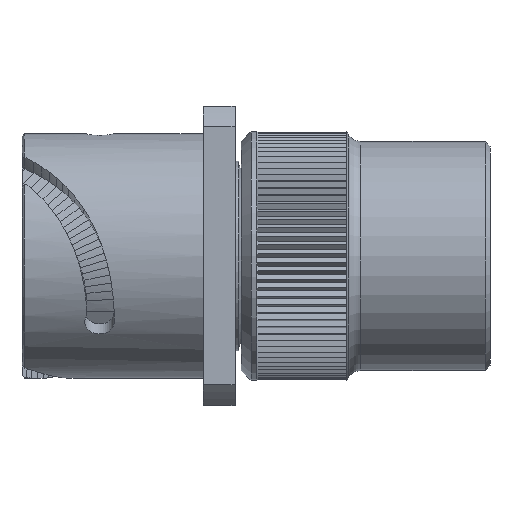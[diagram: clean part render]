
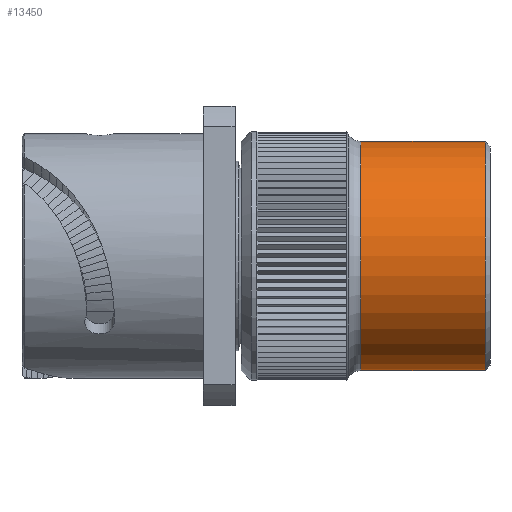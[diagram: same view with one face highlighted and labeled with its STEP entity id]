
A CAD part, top view. The second image highlights one B-rep face of the part: STEP entity #13450.
In plain terms, the highlighted cylindrical face has radius 11.5 mm (diameter 23 mm), a partial arc.
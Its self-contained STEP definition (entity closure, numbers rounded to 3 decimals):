
#45=CARTESIAN_POINT('',(24.5,0.,0.));
#46=DIRECTION('',(1.,0.,0.));
#47=DIRECTION('',(0.,1.,0.));
#48=AXIS2_PLACEMENT_3D('',#45,#46,#47);
#50=DIRECTION('',(-1.,0.,0.));
#51=VECTOR('',#50,12.457);
#52=CARTESIAN_POINT('',(24.5,11.5,0.));
#53=LINE('1000',#52,#51);
#54=DIRECTION('',(-1.,0.,0.));
#55=VECTOR('',#54,12.457);
#56=CARTESIAN_POINT('',(24.5,-11.5,0.));
#57=LINE('1002',#56,#55);
#78=CARTESIAN_POINT('',(12.043,0.,0.));
#79=DIRECTION('',(1.,0.,0.));
#80=DIRECTION('',(0.,1.,0.));
#81=AXIS2_PLACEMENT_3D('',#78,#79,#80);
#11026=CARTESIAN_POINT('',(24.5,11.5,0.));
#11027=CARTESIAN_POINT('',(12.043,11.5,0.));
#11028=VERTEX_POINT('',#11026);
#11029=VERTEX_POINT('',#11027);
#11034=CARTESIAN_POINT('',(24.5,-11.5,0.));
#11035=CARTESIAN_POINT('',(12.043,-11.5,0.));
#11036=VERTEX_POINT('',#11034);
#11037=VERTEX_POINT('',#11035);
#13436=CARTESIAN_POINT('',(-1.25,0.,0.));
#13437=DIRECTION('',(1.,0.,0.));
#13438=DIRECTION('',(0.,-1.,0.));
#13439=AXIS2_PLACEMENT_3D('',#13436,#13437,#13438);
#13440=CYLINDRICAL_SURFACE('246',#13439,11.5);
#13442=ORIENTED_EDGE('1000',*,*,#13441,.F.);
#13443=ORIENTED_EDGE('1052',*,*,#13424,.T.);
#13445=ORIENTED_EDGE('1002',*,*,#13444,.T.);
#13447=ORIENTED_EDGE('1045',*,*,#13446,.F.);
#13448=EDGE_LOOP('246',(#13442,#13443,#13445,#13447));
#13449=FACE_OUTER_BOUND('246',#13448,.F.);
#49=CIRCLE('1052',#48,11.5);
#82=CIRCLE('1045',#81,11.5);
#13424=EDGE_CURVE('1052',#11028,#11036,#49,.T.);
#13441=EDGE_CURVE('1000',#11028,#11029,#53,.T.);
#13444=EDGE_CURVE('1002',#11036,#11037,#57,.T.);
#13446=EDGE_CURVE('1045',#11029,#11037,#82,.T.);
#13450=ADVANCED_FACE('246',(#13449),#13440,.T.);
